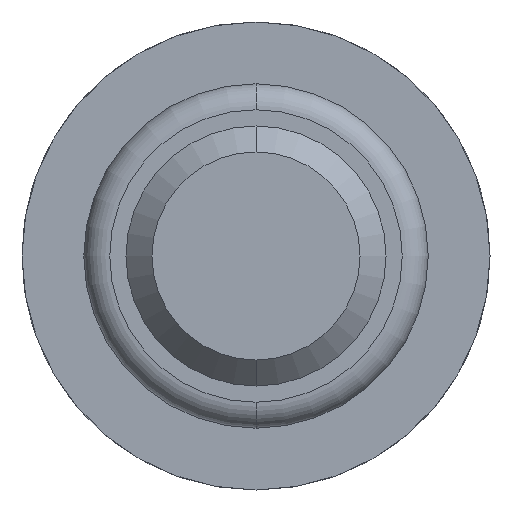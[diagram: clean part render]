
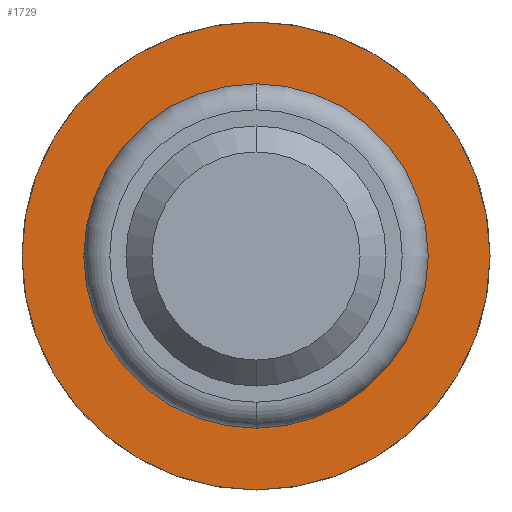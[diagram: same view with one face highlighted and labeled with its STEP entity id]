
A CAD part, front view. The second image highlights one B-rep face of the part: STEP entity #1729.
In plain terms, the highlighted planar face has unit normal (0, -1, 0).
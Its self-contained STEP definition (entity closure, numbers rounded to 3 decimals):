
#85 = CARTESIAN_POINT ( 'NONE',  ( 0., -1.8, 1.8 ) ) ;
#115 = AXIS2_PLACEMENT_3D ( 'NONE', #4025, #3308, #3065 ) ;
#138 = EDGE_CURVE ( 'Defeature ausgef�hrt3_39+Defeature ausgef�hrt3_40+Defeature ausgef�hrt3_40+Defeature ausgef�hrt3_40', #410, #1913, #764, .T. ) ;
#185 = AXIS2_PLACEMENT_3D ( 'NONE', #1119, #2485, #400 ) ;
#400 = DIRECTION ( 'NONE',  ( 0., 0., 1. ) ) ;
#410 = VERTEX_POINT ( 'NONE', #4223 ) ;
#445 = EDGE_CURVE ( 'Defeature ausgef�hrt3_39+Defeature ausgef�hrt3_40+Defeature ausgef�hrt3_40+Defeature ausgef�hrt3_40', #1913, #410, #902, .T. ) ;
#446 = DIRECTION ( 'NONE',  ( 0., 0., 1. ) ) ;
#601 = DIRECTION ( 'NONE',  ( 0., 1., 0. ) ) ;
#632 = VERTEX_POINT ( 'NONE', #2077 ) ;
#757 = EDGE_CURVE ( 'Defeature ausgef�hrt3_38+Defeature ausgef�hrt3_39+Defeature ausgef�hrt3_39+Defeature ausgef�hrt3_39', #3663, #632, #1980, .T. ) ;
#764 = CIRCLE ( 'NONE', #115, 1.325 ) ;
#806 = PLANE ( 'NONE',  #2470 ) ;
#902 = CIRCLE ( 'NONE', #4133, 1.325 ) ;
#1119 = CARTESIAN_POINT ( 'NONE',  ( 0., -1.8, 0. ) ) ;
#1720 = DIRECTION ( 'NONE',  ( 0., 0., 1. ) ) ;
#1729 = ADVANCED_FACE ( 'Defeature ausgef�hrt3_39', ( #4218, #1839 ), #806, .F. ) ;
#1839 = FACE_BOUND ( 'NONE', #3384, .T. ) ;
#1913 = VERTEX_POINT ( 'NONE', #3591 ) ;
#1980 = CIRCLE ( 'NONE', #185, 1.8 ) ;
#2077 = CARTESIAN_POINT ( 'NONE',  ( 0., -1.8, -1.8 ) ) ;
#2147 = DIRECTION ( 'NONE',  ( 0., 1., 0. ) ) ;
#2152 = CARTESIAN_POINT ( 'NONE',  ( 0., -1.8, 0. ) ) ;
#2345 = CIRCLE ( 'NONE', #3430, 1.8 ) ;
#2470 = AXIS2_PLACEMENT_3D ( 'NONE', #3863, #2147, #446 ) ;
#2485 = DIRECTION ( 'NONE',  ( 0., 1., 0. ) ) ;
#2493 = ORIENTED_EDGE ( 'NONE', *, *, #138, .T. ) ;
#2871 = DIRECTION ( 'NONE',  ( 0., 0., 1. ) ) ;
#2919 = EDGE_LOOP ( 'NONE', ( #3795, #2954 ) ) ;
#2954 = ORIENTED_EDGE ( 'NONE', *, *, #4171, .F. ) ;
#3065 = DIRECTION ( 'NONE',  ( 0., 0., 1. ) ) ;
#3179 = DIRECTION ( 'NONE',  ( 0., 1., 0. ) ) ;
#3194 = ORIENTED_EDGE ( 'NONE', *, *, #445, .T. ) ;
#3308 = DIRECTION ( 'NONE',  ( 0., 1., 0. ) ) ;
#3384 = EDGE_LOOP ( 'NONE', ( #2493, #3194 ) ) ;
#3430 = AXIS2_PLACEMENT_3D ( 'NONE', #3451, #3179, #1720 ) ;
#3451 = CARTESIAN_POINT ( 'NONE',  ( 0., -1.8, 0. ) ) ;
#3591 = CARTESIAN_POINT ( 'NONE',  ( 0., -1.8, -1.325 ) ) ;
#3663 = VERTEX_POINT ( 'NONE', #85 ) ;
#3795 = ORIENTED_EDGE ( 'NONE', *, *, #757, .F. ) ;
#3863 = CARTESIAN_POINT ( 'NONE',  ( 1.8, -1.8, 0. ) ) ;
#4025 = CARTESIAN_POINT ( 'NONE',  ( 0., -1.8, 0. ) ) ;
#4133 = AXIS2_PLACEMENT_3D ( 'NONE', #2152, #601, #2871 ) ;
#4171 = EDGE_CURVE ( 'Defeature ausgef�hrt3_38+Defeature ausgef�hrt3_39+Defeature ausgef�hrt3_39+Defeature ausgef�hrt3_39', #632, #3663, #2345, .T. ) ;
#4218 = FACE_OUTER_BOUND ( 'NONE', #2919, .T. ) ;
#4223 = CARTESIAN_POINT ( 'NONE',  ( 0., -1.8, 1.325 ) ) ;
